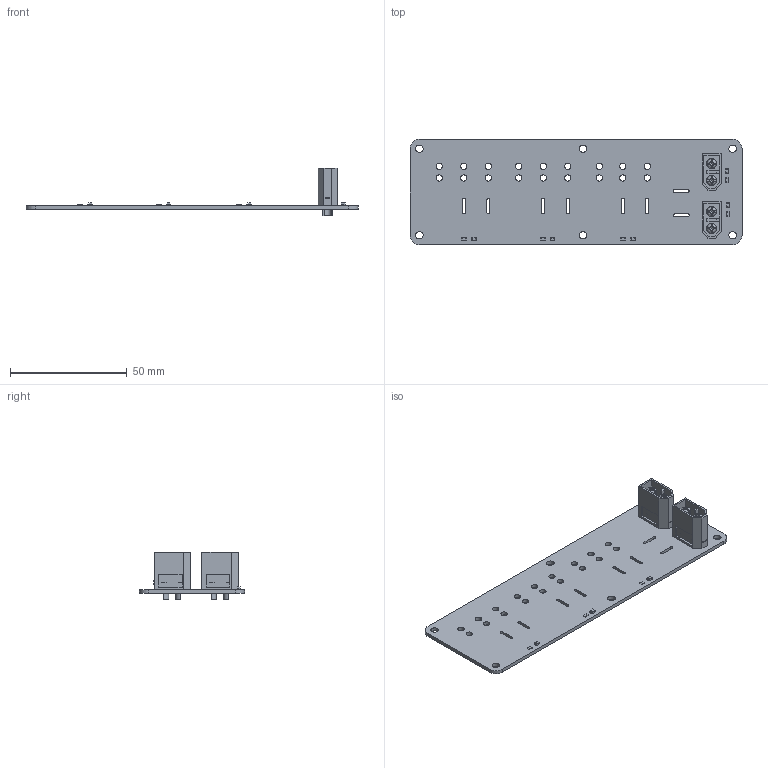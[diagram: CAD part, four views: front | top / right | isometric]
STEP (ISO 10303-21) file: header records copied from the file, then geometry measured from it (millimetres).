
FILE_DESCRIPTION(('KiCad electronic assembly'),'2;1');
FILE_NAME('Power_PCB.step','2024-09-29T14:51:25',('Pcbnew'),('Kicad'), 'Open CASCADE STEP processor 7.7','KiCad to STEP converter','Unknown' );
FILE_SCHEMA(('AUTOMOTIVE_DESIGN { 1 0 10303 214 1 1 1 1 }'));
Length unit declared in the file: millimetre
Products named in the file (8): Power_PCB 1; LED_0805_2012Metric; R_0805_2012Metric; AMASS_XT60-M_1x02_P7.2mm_Vertical; XT60 male v9; Power_PCB_PCB
Assembly tree (16 placements, depth 3):
  Power_PCB 1
    LED_0805_2012Metric  x5
      LED_0805_2012Metric
    R_0805_2012Metric  x5
      R_0805_2012Metric
    AMASS_XT60-M_1x02_P7.2mm_Vertical  x2
      XT60 male v9
    Power_PCB_PCB
Bounding box: 142 x 45 x 20.5 mm (x, y, z)
Volume: 11885 mm3; surface area: 18085 mm2
Topology: 17 solids, 17 shells, 696 faces, 1857 edges, 1210 vertices
Faces by surface type: plane 496, cylinder 176, bspline 16, cone 8
Full cylindrical faces by diameter (mm): 2.7 x18, 3 x4, 3.2 x6, 4.3 x8, 4.5 x4, 6 x4
Entity records: 9505 total; most frequent: CARTESIAN_POINT 1697, DIRECTION 1473, ORIENTED_EDGE 1450, EDGE_CURVE 725, LINE 501, VECTOR 501, AXIS2_PLACEMENT_3D 486, VERTEX_POINT 478
